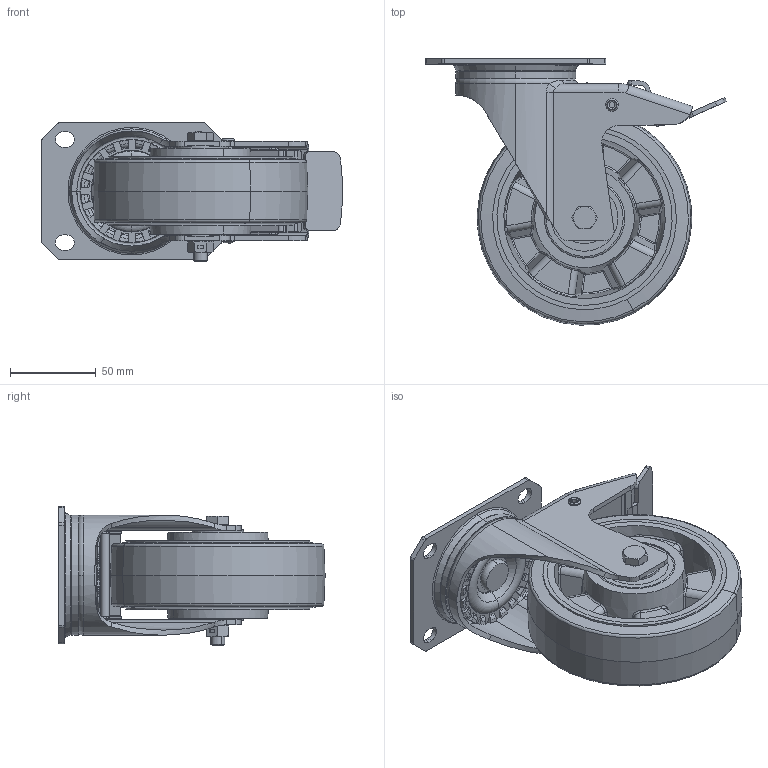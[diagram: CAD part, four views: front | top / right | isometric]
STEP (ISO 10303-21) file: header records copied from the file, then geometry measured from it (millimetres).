
FILE_DESCRIPTION (( 'STEP AP214' ), '1' );
FILE_NAME ('0055823.step', '2023-07-27T08:55:41', ( '' ), ( '' ), 'SwSTEP 2.0', 'SolidWorks 2020', '' );
FILE_SCHEMA (( 'AUTOMOTIVE_DESIGN' ));
Length unit declared in the file: millimetre
Products named in the file (1): 0055823
Bounding box: 175.08 x 154.95 x 81 mm (x, y, z)
Volume: 464285.4 mm3; surface area: 215746.7 mm2
Topology: 23 solids, 25 shells, 1387 faces, 3301 edges, 1985 vertices
Faces by surface type: plane 428, cylinder 346, torus 269, cone 156, bspline 112, sphere 76
Entity records: 63306 total; most frequent: CARTESIAN_POINT 16694, ORIENTED_EDGE 6596, DIRECTION 6488, EDGE_CURVE 3298, AXIS2_PLACEMENT_3D 2689, VERTEX_POINT 1983, EDGE_LOOP 1475, CIRCLE 1415
